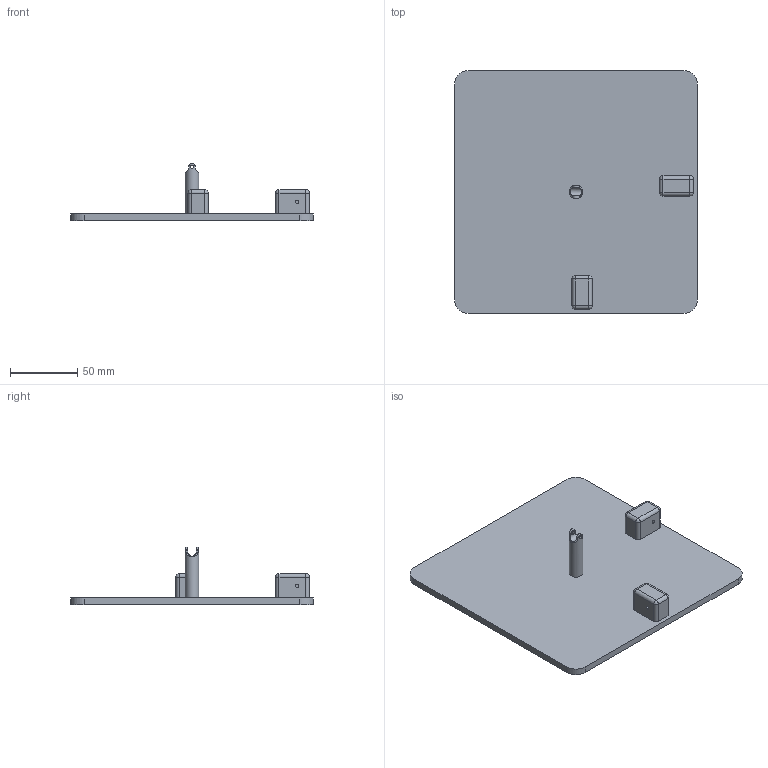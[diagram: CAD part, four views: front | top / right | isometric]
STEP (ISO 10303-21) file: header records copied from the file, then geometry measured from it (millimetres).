
FILE_DESCRIPTION(/* description */ (''),/* implementation_level */ '2;1');
FILE_NAME(/* name */ 'Base.step',/* time_stamp */ '2021-05-07T00:40:41-05:00',/* author */ (''),/* organization */ (''),/* preprocessor_version */ 'ST-DEVELOPER v18.1',/* originating_system */ 'Autodesk Translation Framework v10.6.0.1341',/* authorisation */ '');
FILE_SCHEMA (('AUTOMOTIVE_DESIGN { 1 0 10303 214 3 1 1 }'));
Length unit declared in the file: millimetre
Products named in the file (1): Base
Bounding box: 180 x 180 x 42.5 mm (x, y, z)
Volume: 177192.4 mm3; surface area: 71906.4 mm2
Topology: 1 solids, 1 shells, 62 faces, 150 edges, 93 vertices
Faces by surface type: cylinder 28, plane 26, sphere 8
Full cylindrical faces by diameter (mm): 2.5 x4, 10 x1
Entity records: 1957 total; most frequent: CARTESIAN_POINT 427, DIRECTION 327, ORIENTED_EDGE 300, EDGE_CURVE 150, AXIS2_PLACEMENT_3D 123, VERTEX_POINT 93, LINE 81, VECTOR 81
